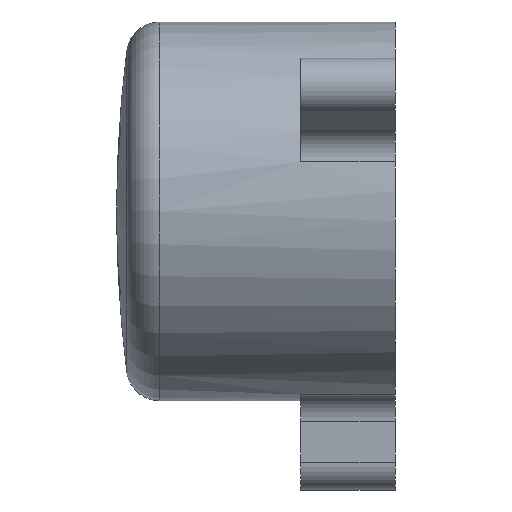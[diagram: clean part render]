
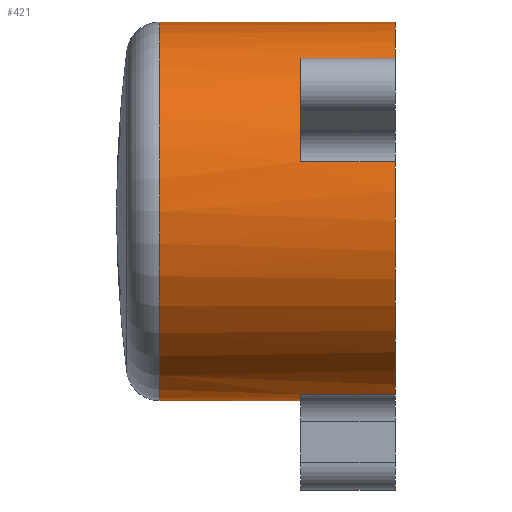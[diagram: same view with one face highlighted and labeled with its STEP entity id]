
A CAD part, left-side view. The second image highlights one B-rep face of the part: STEP entity #421.
In plain terms, the highlighted cylindrical face has radius 3.4 mm (diameter 6.8 mm), a partial arc.
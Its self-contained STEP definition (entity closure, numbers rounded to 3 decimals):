
#10 = VECTOR ( 'NONE', #568, 1000. ) ;
#43 = CARTESIAN_POINT ( 'NONE',  ( 0., 4.226, 3.4 ) ) ;
#44 = VERTEX_POINT ( 'NONE', #841 ) ;
#66 = CARTESIAN_POINT ( 'NONE',  ( -0.872, 5., -3.286 ) ) ;
#79 = VECTOR ( 'NONE', #865, 1000. ) ;
#123 = AXIS2_PLACEMENT_3D ( 'NONE', #473, #908, #360 ) ;
#167 = AXIS2_PLACEMENT_3D ( 'NONE', #1122, #1371, #611 ) ;
#181 = LINE ( 'NONE', #927, #857 ) ;
#192 = ORIENTED_EDGE ( 'NONE', *, *, #1354, .T. ) ;
#194 = CIRCLE ( 'NONE', #123, 3.4 ) ;
#200 = VERTEX_POINT ( 'NONE', #1355 ) ;
#206 = ORIENTED_EDGE ( 'NONE', *, *, #1201, .F. ) ;
#207 = CARTESIAN_POINT ( 'NONE',  ( -0.872, 1.7, -3.286 ) ) ;
#228 = CIRCLE ( 'NONE', #1286, 3.4 ) ;
#282 = AXIS2_PLACEMENT_3D ( 'NONE', #706, #814, #497 ) ;
#304 = LINE ( 'NONE', #1060, #79 ) ;
#318 = DIRECTION ( 'NONE',  ( 0., -1., 0. ) ) ;
#328 = CIRCLE ( 'NONE', #282, 3.4 ) ;
#337 = DIRECTION ( 'NONE',  ( 0., -1., 0. ) ) ;
#341 = CARTESIAN_POINT ( 'NONE',  ( 0., 4.226, -3.4 ) ) ;
#345 = CARTESIAN_POINT ( 'NONE',  ( -2.41, 5., 2.398 ) ) ;
#360 = DIRECTION ( 'NONE',  ( 0.866, 0., -0.5 ) ) ;
#387 = EDGE_LOOP ( 'NONE', ( #890, #1117, #1059, #994, #1027, #1040, #192, #206, #830, #1359 ) ) ;
#397 = VERTEX_POINT ( 'NONE', #1105 ) ;
#421 = ADVANCED_FACE ( 'NONE', ( #685 ), #661, .T. ) ;
#473 = CARTESIAN_POINT ( 'NONE',  ( 0., 1.7, 0. ) ) ;
#491 = VERTEX_POINT ( 'NONE', #1247 ) ;
#497 = DIRECTION ( 'NONE',  ( 0., 0., -1. ) ) ;
#499 = CARTESIAN_POINT ( 'NONE',  ( 0., 0., 0. ) ) ;
#529 = AXIS2_PLACEMENT_3D ( 'NONE', #1383, #1168, #731 ) ;
#568 = DIRECTION ( 'NONE',  ( 0., -1., 0. ) ) ;
#583 = DIRECTION ( 'NONE',  ( 0., 1., 0. ) ) ;
#584 = EDGE_CURVE ( 'NONE', #44, #200, #228, .T. ) ;
#604 = AXIS2_PLACEMENT_3D ( 'NONE', #795, #337, #1296 ) ;
#611 = DIRECTION ( 'NONE',  ( 0., 0., 1. ) ) ;
#621 = EDGE_CURVE ( 'NONE', #698, #864, #821, .T. ) ;
#661 = CYLINDRICAL_SURFACE ( 'NONE', #604, 3.4 ) ;
#685 = FACE_OUTER_BOUND ( 'NONE', #387, .T. ) ;
#698 = VERTEX_POINT ( 'NONE', #207 ) ;
#706 = CARTESIAN_POINT ( 'NONE',  ( 0., 4.226, 0. ) ) ;
#722 = VERTEX_POINT ( 'NONE', #1261 ) ;
#728 = EDGE_CURVE ( 'NONE', #1275, #200, #304, .T. ) ;
#731 = DIRECTION ( 'NONE',  ( 0., 0., 1. ) ) ;
#780 = CARTESIAN_POINT ( 'NONE',  ( 0., 1.7, -3.4 ) ) ;
#795 = CARTESIAN_POINT ( 'NONE',  ( 0., 5., 0. ) ) ;
#814 = DIRECTION ( 'NONE',  ( 0., -1., 0. ) ) ;
#821 = CIRCLE ( 'NONE', #529, 3.4 ) ;
#830 = ORIENTED_EDGE ( 'NONE', *, *, #842, .T. ) ;
#841 = CARTESIAN_POINT ( 'NONE',  ( -2.41, 0., 2.398 ) ) ;
#842 = EDGE_CURVE ( 'NONE', #491, #44, #1300, .T. ) ;
#843 = VERTEX_POINT ( 'NONE', #341 ) ;
#849 = CARTESIAN_POINT ( 'NONE',  ( -3.282, 0., 0.888 ) ) ;
#857 = VECTOR ( 'NONE', #1045, 1000. ) ;
#864 = VERTEX_POINT ( 'NONE', #780 ) ;
#865 = DIRECTION ( 'NONE',  ( 0., -1., 0. ) ) ;
#890 = ORIENTED_EDGE ( 'NONE', *, *, #728, .F. ) ;
#908 = DIRECTION ( 'NONE',  ( 0., -1., 0. ) ) ;
#927 = CARTESIAN_POINT ( 'NONE',  ( -3.282, 5., 0.888 ) ) ;
#946 = EDGE_CURVE ( 'NONE', #698, #722, #1016, .T. ) ;
#979 = LINE ( 'NONE', #1279, #1193 ) ;
#994 = ORIENTED_EDGE ( 'NONE', *, *, #621, .F. ) ;
#1010 = DIRECTION ( 'NONE',  ( 0., 0., 1. ) ) ;
#1011 = EDGE_CURVE ( 'NONE', #1275, #843, #328, .T. ) ;
#1016 = LINE ( 'NONE', #66, #1095 ) ;
#1027 = ORIENTED_EDGE ( 'NONE', *, *, #946, .T. ) ;
#1040 = ORIENTED_EDGE ( 'NONE', *, *, #1381, .T. ) ;
#1045 = DIRECTION ( 'NONE',  ( 0., 1., 0. ) ) ;
#1059 = ORIENTED_EDGE ( 'NONE', *, *, #1086, .T. ) ;
#1060 = CARTESIAN_POINT ( 'NONE',  ( 0., 5., 3.4 ) ) ;
#1085 = VERTEX_POINT ( 'NONE', #849 ) ;
#1086 = EDGE_CURVE ( 'NONE', #843, #864, #979, .T. ) ;
#1095 = VECTOR ( 'NONE', #1211, 1000. ) ;
#1105 = CARTESIAN_POINT ( 'NONE',  ( -3.282, 1.7, 0.888 ) ) ;
#1111 = CIRCLE ( 'NONE', #167, 3.4 ) ;
#1117 = ORIENTED_EDGE ( 'NONE', *, *, #1011, .T. ) ;
#1122 = CARTESIAN_POINT ( 'NONE',  ( 0., 0., 0. ) ) ;
#1168 = DIRECTION ( 'NONE',  ( 0., -1., 0. ) ) ;
#1193 = VECTOR ( 'NONE', #318, 1000. ) ;
#1201 = EDGE_CURVE ( 'NONE', #491, #397, #194, .T. ) ;
#1211 = DIRECTION ( 'NONE',  ( 0., -1., 0. ) ) ;
#1247 = CARTESIAN_POINT ( 'NONE',  ( -2.41, 1.7, 2.398 ) ) ;
#1261 = CARTESIAN_POINT ( 'NONE',  ( -0.872, 0., -3.286 ) ) ;
#1275 = VERTEX_POINT ( 'NONE', #43 ) ;
#1279 = CARTESIAN_POINT ( 'NONE',  ( 0., 5., -3.4 ) ) ;
#1286 = AXIS2_PLACEMENT_3D ( 'NONE', #499, #583, #1010 ) ;
#1296 = DIRECTION ( 'NONE',  ( 0., 0., -1. ) ) ;
#1300 = LINE ( 'NONE', #345, #10 ) ;
#1354 = EDGE_CURVE ( 'NONE', #1085, #397, #181, .T. ) ;
#1355 = CARTESIAN_POINT ( 'NONE',  ( 0., 0., 3.4 ) ) ;
#1359 = ORIENTED_EDGE ( 'NONE', *, *, #584, .T. ) ;
#1371 = DIRECTION ( 'NONE',  ( 0., 1., 0. ) ) ;
#1381 = EDGE_CURVE ( 'NONE', #722, #1085, #1111, .T. ) ;
#1383 = CARTESIAN_POINT ( 'NONE',  ( 0., 1.7, 0. ) ) ;
